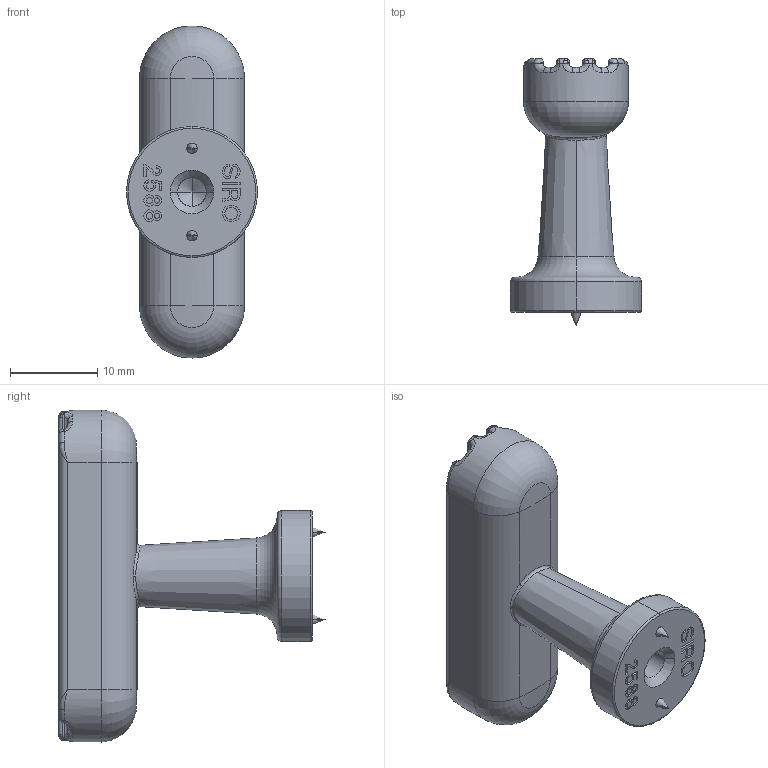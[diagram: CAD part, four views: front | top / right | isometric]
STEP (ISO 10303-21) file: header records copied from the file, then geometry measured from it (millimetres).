
FILE_DESCRIPTION(('Creo Elements/Direct Modeling STEP Export'),'2;1');
FILE_NAME('2588-38.stp','2022-07-22T 9:48:07',(''),(''),'Creo Elements/Direct Modeling STEP processor for AP214 (Solid Model)','Creo Elements/Direct Modeling 20.0 12-Nov-2016 (C) Parametric Technology GmbH','');
FILE_SCHEMA(('AUTOMOTIVE_DESIGN { 1 0 10303 214 1 1 1 1 }'));
Length unit declared in the file: millimetre
Products named in the file (2): ZN-11758
Assembly tree (1 placements, depth 2):
  ZN-11758
    ZN-11758
Bounding box: 15 x 30.5 x 38 mm (x, y, z)
Volume: 4743.9 mm3; surface area: 2541.5 mm2
Topology: 1 solids, 1 shells, 592 faces, 1639 edges, 1054 vertices
Faces by surface type: plane 466, bspline 50, cylinder 40, torus 22, cone 12, sphere 2
Entity records: 25626 total; most frequent: CARTESIAN_POINT 11136, ORIENTED_EDGE 3250, DIRECTION 2588, EDGE_CURVE 1625, VECTOR 1372, LINE 1372, VERTEX_POINT 1054, EDGE_LOOP 611
